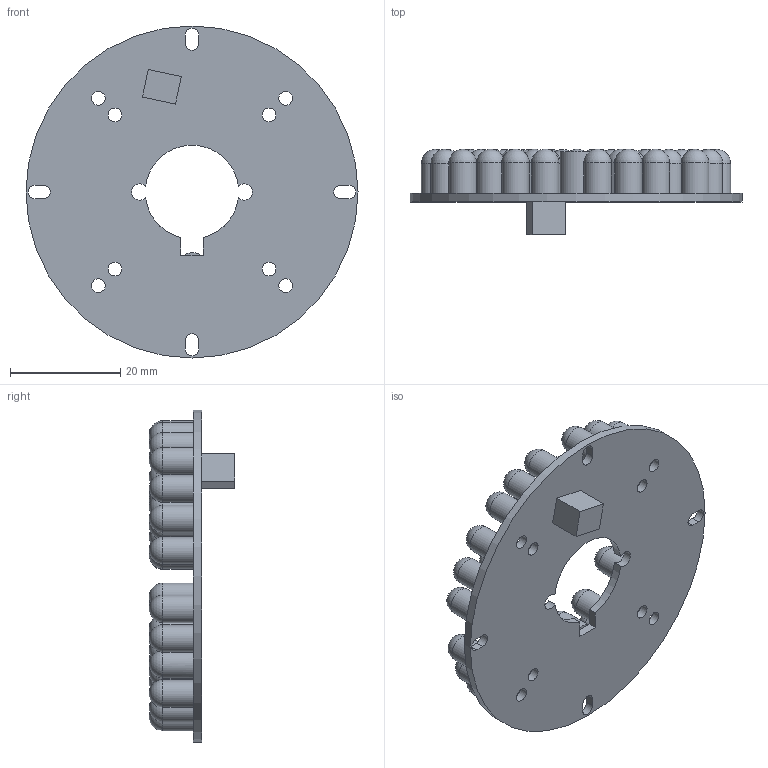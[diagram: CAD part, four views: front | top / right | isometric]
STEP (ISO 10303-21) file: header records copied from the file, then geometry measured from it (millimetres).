
FILE_DESCRIPTION(/* description */ (''),/* implementation_level */ '2;1');
FILE_NAME(/* name */ '48led-ir-illuminator.step',/* time_stamp */ '2019-01-17T23:40:53-08:00',/* author */ (''),/* organization */ (''),/* preprocessor_version */ 'ST-DEVELOPER v17.2',/* originating_system */ 'Autodesk Translation Framework v7.6.0.251',/* authorisation */ '');
FILE_SCHEMA (('AUTOMOTIVE_DESIGN { 1 0 10303 214 3 1 1 }'));
Length unit declared in the file: millimetre
Products named in the file (1): 48led-ir-illuminator
Bounding box: 60.3 x 15.56 x 60.3 mm (x, y, z)
Volume: 11100.6 mm3; surface area: 12880.6 mm2
Topology: 49 solids, 49 shells, 187 faces, 405 edges, 270 vertices
Faces by surface type: cylinder 72, plane 67, sphere 48
Full cylindrical faces by diameter (mm): 2.5 x8, 5 x47, 6 x1, 60.3 x1
Entity records: 5069 total; most frequent: DIRECTION 971, CARTESIAN_POINT 836, ORIENTED_EDGE 714, AXIS2_PLACEMENT_3D 427, EDGE_CURVE 357, VERTEX_POINT 270, CIRCLE 239, EDGE_LOOP 215
